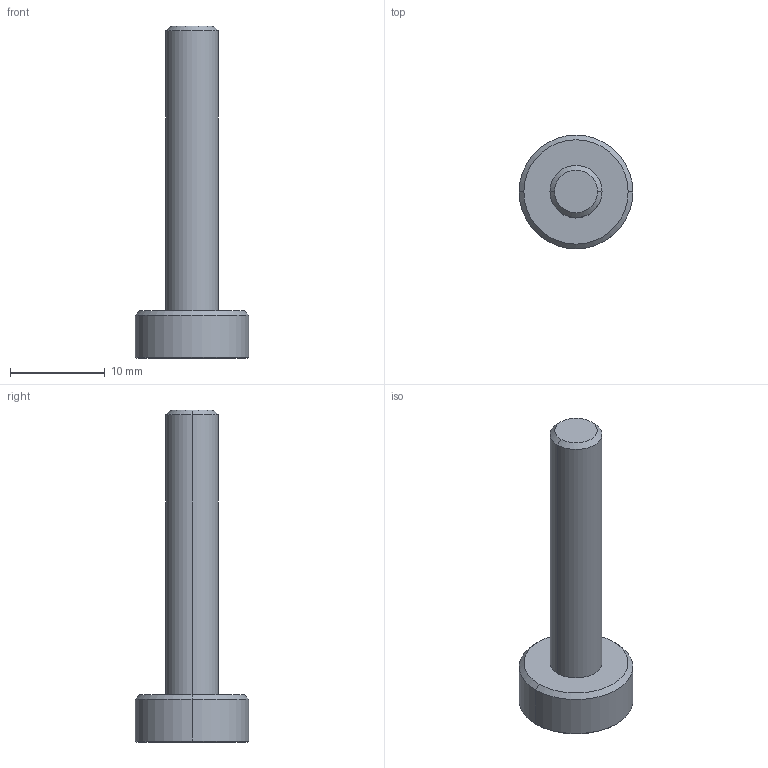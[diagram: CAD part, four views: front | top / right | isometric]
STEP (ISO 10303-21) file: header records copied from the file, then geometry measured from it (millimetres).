
FILE_DESCRIPTION (( 'STEP AP203' ), '1' );
FILE_NAME ('Tampon Marqueur.STEP', '2020-04-11T23:35:11', ( '' ), ( '' ), 'SwSTEP 2.0', 'SolidWorks 2019', '' );
FILE_SCHEMA (( 'CONFIG_CONTROL_DESIGN' ));
Length unit declared in the file: millimetre
Products named in the file (1): Tampon Marqueur
Bounding box: 12 x 12 x 35 mm (x, y, z)
Volume: 1043.4 mm3; surface area: 1159.8 mm2
Topology: 1 solids, 1 shells, 75 faces, 196 edges, 128 vertices
Faces by surface type: cylinder 32, bspline 26, plane 9, cone 8
Entity records: 3215 total; most frequent: CARTESIAN_POINT 1402, ORIENTED_EDGE 392, DIRECTION 316, EDGE_CURVE 196, VERTEX_POINT 128, AXIS2_PLACEMENT_3D 122, EDGE_LOOP 80, FACE_OUTER_BOUND 75
